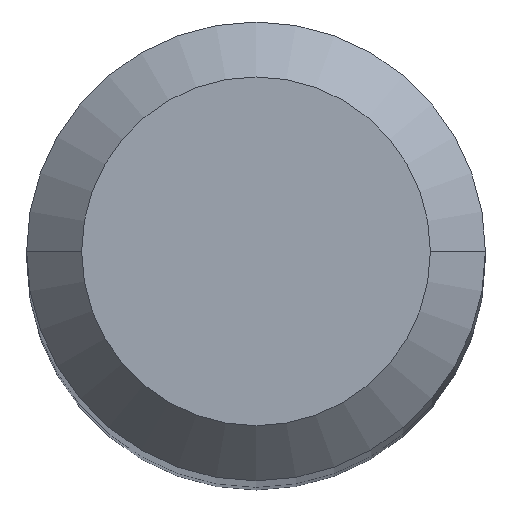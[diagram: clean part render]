
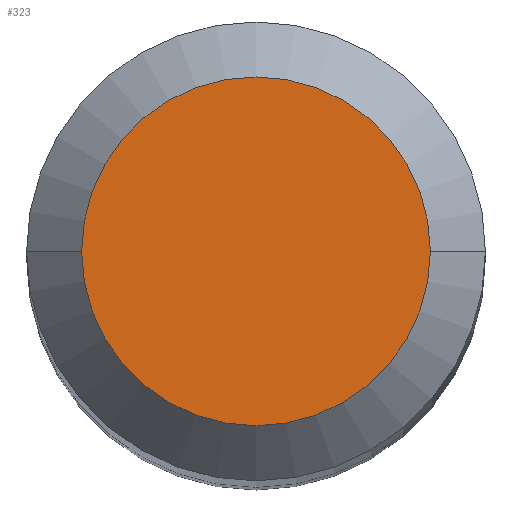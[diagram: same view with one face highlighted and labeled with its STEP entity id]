
A CAD part, top view. The second image highlights one B-rep face of the part: STEP entity #323.
In plain terms, the highlighted planar face has unit normal (0, 0, 1).
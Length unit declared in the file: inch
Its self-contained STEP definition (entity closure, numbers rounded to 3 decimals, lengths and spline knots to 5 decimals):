
#3 = CARTESIAN_POINT ( 'NONE',  ( 0.0475, 0., 1.5 ) ) ;
#22 = EDGE_CURVE ( 'NONE', #112, #308, #263, .T. ) ;
#23 = PLANE ( 'NONE',  #184 ) ;
#70 = DIRECTION ( 'NONE',  ( 0., 0., 1. ) ) ;
#78 = DIRECTION ( 'NONE',  ( 0., 0., 1. ) ) ;
#81 = DIRECTION ( 'NONE',  ( 1., 0., 0. ) ) ;
#100 = CARTESIAN_POINT ( 'NONE',  ( -0.0475, 0., 1.5 ) ) ;
#112 = VERTEX_POINT ( 'NONE', #100 ) ;
#115 = DIRECTION ( 'NONE',  ( 1., 0., 0. ) ) ;
#184 = AXIS2_PLACEMENT_3D ( 'NONE', #310, #78, #81 ) ;
#196 = AXIS2_PLACEMENT_3D ( 'NONE', #318, #314, #115 ) ;
#212 = EDGE_CURVE ( 'NONE', #308, #112, #287, .T. ) ;
#224 = DIRECTION ( 'NONE',  ( 1., 0., 0. ) ) ;
#231 = AXIS2_PLACEMENT_3D ( 'NONE', #301, #70, #224 ) ;
#241 = EDGE_LOOP ( 'NONE', ( #289, #262 ) ) ;
#255 = FACE_OUTER_BOUND ( 'NONE', #241, .T. ) ;
#262 = ORIENTED_EDGE ( 'NONE', *, *, #212, .T. ) ;
#263 = CIRCLE ( 'NONE', #196, 0.0475 ) ;
#287 = CIRCLE ( 'NONE', #231, 0.0475 ) ;
#289 = ORIENTED_EDGE ( 'NONE', *, *, #22, .T. ) ;
#301 = CARTESIAN_POINT ( 'NONE',  ( 0., 0., 1.5 ) ) ;
#308 = VERTEX_POINT ( 'NONE', #3 ) ;
#310 = CARTESIAN_POINT ( 'NONE',  ( 0., 0., 1.5 ) ) ;
#314 = DIRECTION ( 'NONE',  ( 0., 0., 1. ) ) ;
#318 = CARTESIAN_POINT ( 'NONE',  ( 0., 0., 1.5 ) ) ;
#323 = ADVANCED_FACE ( 'NONE', ( #255 ), #23, .T. ) ;
